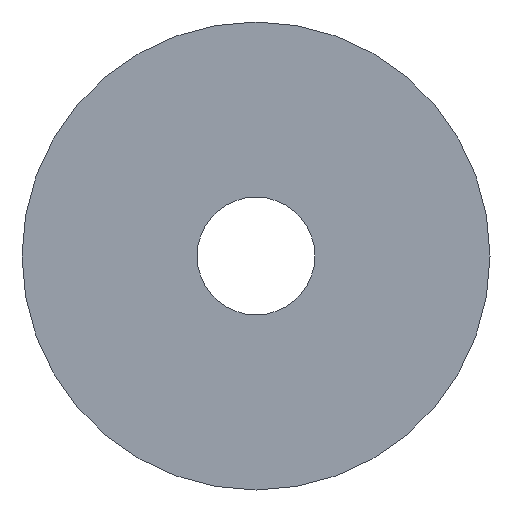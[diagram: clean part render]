
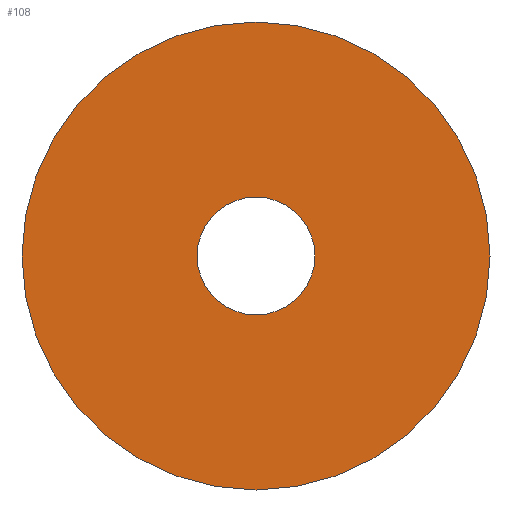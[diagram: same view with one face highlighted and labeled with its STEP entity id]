
A CAD part, left-side view. The second image highlights one B-rep face of the part: STEP entity #108.
In plain terms, the highlighted planar face has unit normal (-1, 0, 0).
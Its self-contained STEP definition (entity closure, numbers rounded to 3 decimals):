
#17=FACE_BOUND('',#38,.T.);
#20=PLANE('',#137);
#28=FACE_OUTER_BOUND('',#37,.T.);
#37=EDGE_LOOP('',(#97));
#38=EDGE_LOOP('',(#98));
#48=CIRCLE('',#125,2.518);
#54=CIRCLE('',#136,10.);
#56=VERTEX_POINT('',#178);
#62=VERTEX_POINT('',#198);
#65=EDGE_CURVE('',#56,#56,#48,.T.);
#73=EDGE_CURVE('',#62,#62,#54,.T.);
#97=ORIENTED_EDGE('',*,*,#73,.T.);
#98=ORIENTED_EDGE('',*,*,#65,.T.);
#108=ADVANCED_FACE('',(#28,#17),#20,.T.);
#125=AXIS2_PLACEMENT_3D('',#180,#145,#146);
#136=AXIS2_PLACEMENT_3D('',#199,#169,#170);
#137=AXIS2_PLACEMENT_3D('',#201,#172,#173);
#145=DIRECTION('center_axis',(1.,0.,0.));
#146=DIRECTION('ref_axis',(0.,1.,0.));
#169=DIRECTION('center_axis',(-1.,0.,0.));
#170=DIRECTION('ref_axis',(0.,0.,1.));
#172=DIRECTION('center_axis',(-1.,0.,0.));
#173=DIRECTION('ref_axis',(0.,0.,1.));
#178=CARTESIAN_POINT('',(0.,-2.518,0.));
#180=CARTESIAN_POINT('Origin',(0.,0.,0.));
#198=CARTESIAN_POINT('',(0.,0.,-10.));
#199=CARTESIAN_POINT('Origin',(0.,0.,0.));
#201=CARTESIAN_POINT('Origin',(0.,0.,0.));
